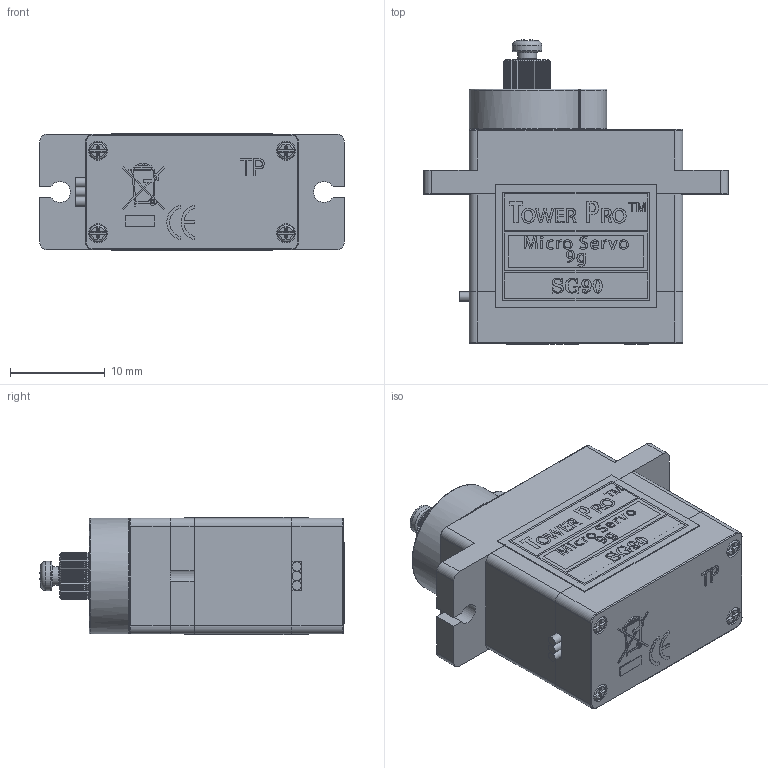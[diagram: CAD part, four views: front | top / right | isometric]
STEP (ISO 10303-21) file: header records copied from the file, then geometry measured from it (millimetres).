
FILE_DESCRIPTION(('FreeCAD Model'),'2;1');
FILE_NAME('Open CASCADE Shape Model','2024-08-14T08:38:25',('Author'),( ''),'Open CASCADE STEP processor 7.6','FreeCAD','Unknown');
FILE_SCHEMA(('AUTOMOTIVE_DESIGN { 1 0 10303 214 1 1 1 1 }'));
Length unit declared in the file: millimetre
Products named in the file (16): SG90 - Micro Servo 9g - Tower Pro v1; SG90 - Micro Servo 9g - Tower Pro.1_Pea013; SG90 - Micro Servo 9g - Tower Pro.1_Pea; SG90 - Micro Servo 9g - Tower Pro.1_Pea001; SG90 - Micro Servo 9g - Tower Pro.1_Pea002; SG90 - Micro Servo 9g - Tower Pro.1_Pea003; SG90 - Micro Servo 9g - Tower Pro.1_Pea004; SG90 - Micro Servo 9g - Tower Pro.1_Pea005; SG90 - Micro Servo 9g - Tower Pro.1_Pea006; SG90 - Micro Servo 9g - Tower Pro.1_Pea007; SG90 - Micro Servo 9g - Tower Pro.1_Pea008; SG90 - Micro Servo 9g - Tower Pro.1_Pea009; SG90 - Micro Servo 9g - Tower Pro.1_Pea010; SG90 - Micro Servo 9g - Tower Pro.1_Pea011; SG90 - Micro Servo 9g - Tower Pro.1_Pea012; SG90 - Micro Servo 9g - Tower Pro.6_BS EN ISO 7045 - M2 x 4 - Z - 4S
Assembly tree (15 placements, depth 3):
  SG90 - Micro Servo 9g - Tower Pro v1
    SG90 - Micro Servo 9g - Tower Pro.1_Pea013
      SG90 - Micro Servo 9g - Tower Pro.1_Pea
      SG90 - Micro Servo 9g - Tower Pro.1_Pea001
      SG90 - Micro Servo 9g - Tower Pro.1_Pea002
      SG90 - Micro Servo 9g - Tower Pro.1_Pea003
      SG90 - Micro Servo 9g - Tower Pro.1_Pea004
      SG90 - Micro Servo 9g - Tower Pro.1_Pea005
      SG90 - Micro Servo 9g - Tower Pro.1_Pea006
      SG90 - Micro Servo 9g - Tower Pro.1_Pea007
      SG90 - Micro Servo 9g - Tower Pro.1_Pea008
      SG90 - Micro Servo 9g - Tower Pro.1_Pea009
      SG90 - Micro Servo 9g - Tower Pro.1_Pea010
      SG90 - Micro Servo 9g - Tower Pro.1_Pea011
      SG90 - Micro Servo 9g - Tower Pro.1_Pea012
    SG90 - Micro Servo 9g - Tower Pro.6_BS EN ISO 7045 - M2 x 4 - Z - 4S
Bounding box: 32.1 x 32.05 x 12.4 mm (x, y, z)
Volume: 7062.8 mm3; surface area: 5001.6 mm2
Topology: 14 solids, 14 shells, 674 faces, 2316 edges, 1781 vertices
Faces by surface type: plane 455, cylinder 138, torus 28, cone 27, bspline 23, sphere 3
Full cylindrical faces by diameter (mm): 0.2 x1, 0.5 x1, 1 x3, 1.6 x2, 1.8 x4, 2 x13, 3.1 x1, 5 x1
Entity records: 33361 total; most frequent: CARTESIAN_POINT 12663, ORIENTED_EDGE 4626, DIRECTION 3467, EDGE_CURVE 2313, VERTEX_POINT 1781, LINE 1297, VECTOR 1297, AXIS2_PLACEMENT_3D 1085
